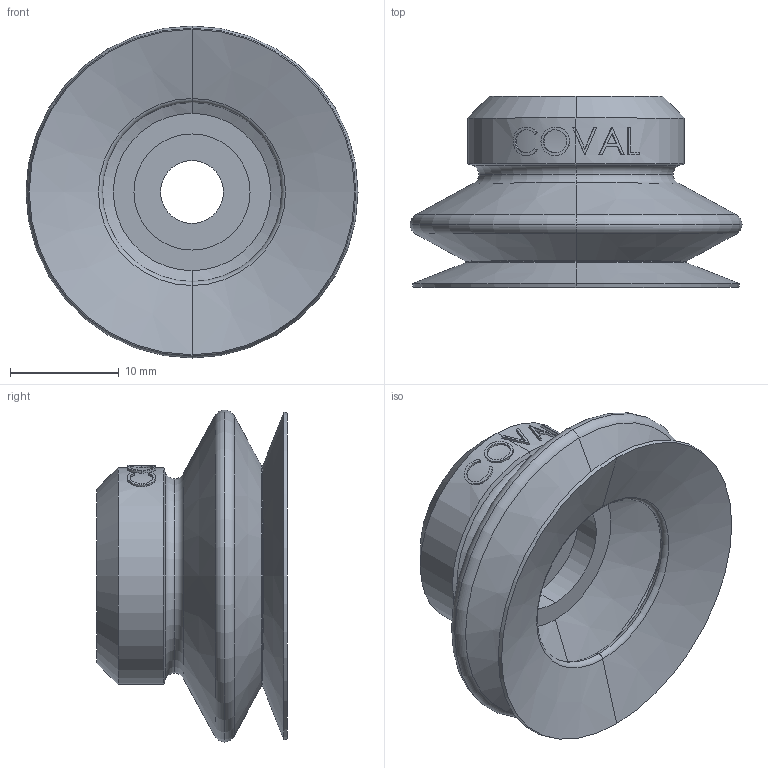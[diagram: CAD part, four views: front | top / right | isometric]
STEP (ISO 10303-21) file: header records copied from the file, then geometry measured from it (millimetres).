
FILE_DESCRIPTION(('STEP AP214'),'1');
FILE_NAME('COVAL_VSAJ30SI.stp','2017-12-27T18:41:31',('TraceParts'),('TraceParts S.A.'),'Spatial InterOp 3D',' ',' ');
FILE_SCHEMA(('automotive_design'));
Length unit declared in the file: millimetre
Products named in the file (1): COVAL_VSAJ30SI
Bounding box: 30.6 x 17.6 x 30.6 mm (x, y, z)
Volume: 4115.3 mm3; surface area: 3949.9 mm2
Topology: 1 solids, 1 shells, 98 faces, 229 edges, 140 vertices
Faces by surface type: bspline 29, torus 20, cone 18, plane 17, cylinder 14
Entity records: 7771 total; most frequent: CARTESIAN_POINT 4939, ORIENTED_EDGE 458, DIRECTION 362, EDGE_CURVE 229, AXIS2_PLACEMENT_3D 162, VERTEX_POINT 140, EDGE_LOOP 107, B_SPLINE_CURVE_WITH_KNOTS 99
